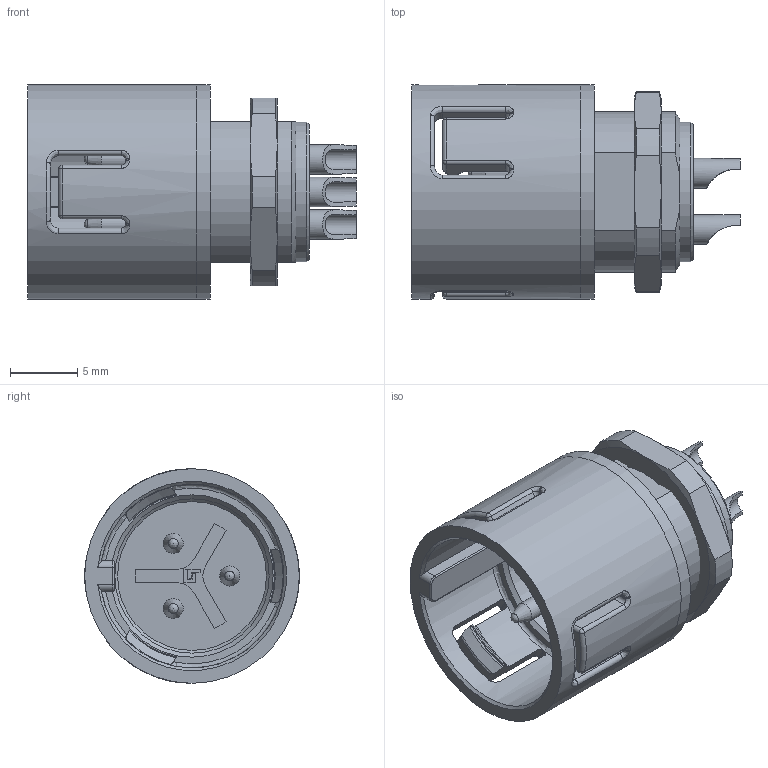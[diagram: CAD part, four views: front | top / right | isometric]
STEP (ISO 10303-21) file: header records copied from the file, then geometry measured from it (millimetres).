
FILE_DESCRIPTION(/* description */ (''),/* implementation_level */ '2;1');
FILE_NAME(/* name */ '99_9107_00_03_001_00.stp',/* time_stamp */ '2014-07-14T16:42:51+02:00',/* author */ (''),/* organization */ (''),/* preprocessor_version */ 'ST-DEVELOPER v14',/* originating_system */ 'SIEMENS PLM Software NX 8.0',/* authorisation */ '');
FILE_SCHEMA (('AP203_CONFIGURATION_CONTROLLED_3D_DESIGN_OF_MECHANICAL_PARTS_AND_ASSEMBLIES_MIM_LF { 1 0 10303 403 2 1 2}'));
Length unit declared in the file: millimetre
Products named in the file (1): cerl0D04054Eot8f
Bounding box: 24.5 x 16 x 16 mm (x, y, z)
Volume: 2235.5 mm3; surface area: 2600.7 mm2
Topology: 3 solids, 3 shells, 258 faces, 644 edges, 400 vertices
Faces by surface type: plane 90, cylinder 86, cone 28, torus 27, bspline 21, sphere 6
Full cylindrical faces by diameter (mm): 1.5 x3, 1.55 x3, 2.2 x3, 10.4 x1, 10.917 x1, 11.5 x1, 11.9 x1, 16 x2
Entity records: 8929 total; most frequent: CARTESIAN_POINT 3094, ORIENTED_EDGE 1196, DIRECTION 1160, EDGE_CURVE 598, AXIS2_PLACEMENT_3D 465, VERTEX_POINT 383, EDGE_LOOP 305, ADVANCED_FACE 258
